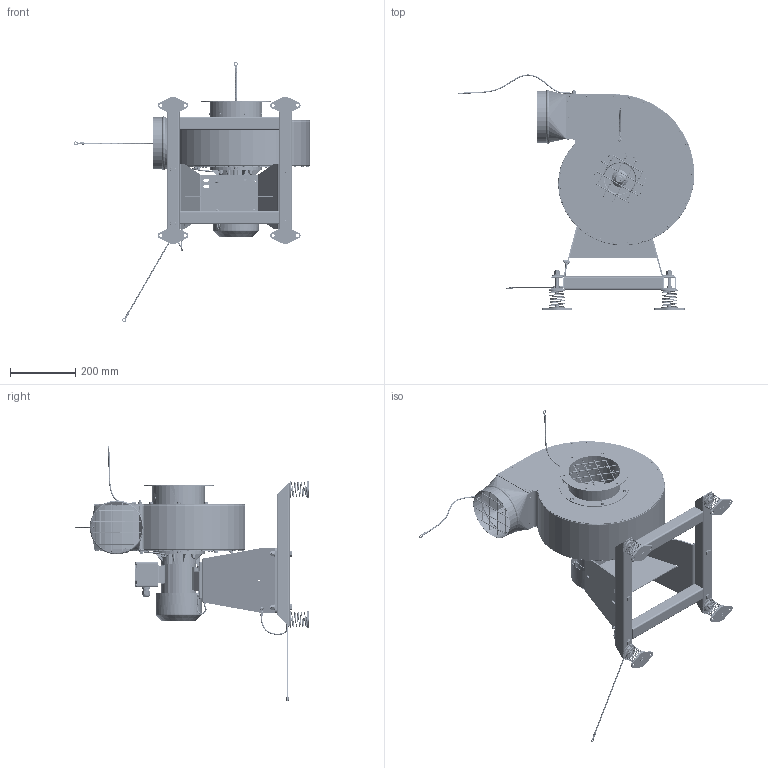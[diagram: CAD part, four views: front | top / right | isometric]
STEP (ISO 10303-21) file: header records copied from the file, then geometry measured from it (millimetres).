
FILE_DESCRIPTION(/* description */ ('888W20 WPA-5-S-N/Ex','CAx-IF Rec.Pracs.---Representation and Presentation of Product Manufacturing Information (PMI)---4.0---2014-10-13'),/* implementation_level */ '2;1');
FILE_NAME(/* name */ '888W20 WPA-5-S-N_Ex.stp',/* time_stamp */ '2022-05-10T07:26:36+02:00',/* author */ ('b.kitowicz'),/* organization */ ('KLIMAWENT S.A.'),/* preprocessor_version */ 'ST-DEVELOPER v18.1',/* originating_system */ 'Autodesk Inventor 2021',/* authorisation */ '');
FILE_SCHEMA (('AP242_MANAGED_MODEL_BASED_3D_ENGINEERING_MIM_LF { 1 0 10303 442 1 1 4 }'));
Length unit declared in the file: millimetre
Products named in the file (1): ~~
Bounding box: 727.73 x 721.89 x 799.56 mm (x, y, z)
Volume: 4716478 mm3; surface area: 2359244.9 mm2
Topology: 33 solids, 33 shells, 7604 faces, 18995 edges, 12222 vertices
Faces by surface type: plane 3874, cylinder 1762, bspline 1309, torus 322, cone 316, sphere 21
Full cylindrical faces by diameter (mm): 3 x24, 3.2 x88, 3.3 x5, 3.4 x14, 3.5 x66, 4 x19, 4.3 x8, 4.5 x12, 4.8 x3, 4.917 x1, 5.5 x12, 6 x61, 6.1 x3, 6.4 x12, 6.5 x107, 6.65 x4, 7 x22, 7.92 x8, 8 x28, 8.2 x2, 8.4 x2, 8.5 x2, 8.88 x19, 8.92 x6, 9 x12, 10 x16, 10.5 x4, 11 x8, 11.63 x8, 12 x6
Entity records: 256447 total; most frequent: CARTESIAN_POINT 71904, ORIENTED_EDGE 37970, DIRECTION 34392, EDGE_CURVE 18985, VERTEX_POINT 12250, AXIS2_PLACEMENT_3D 12179, LINE 10034, VECTOR 10034
